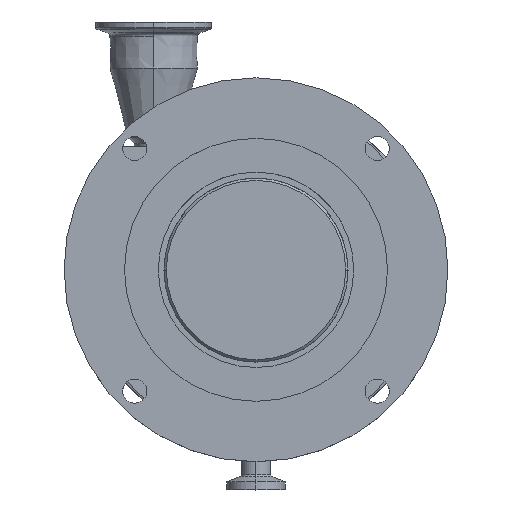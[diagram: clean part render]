
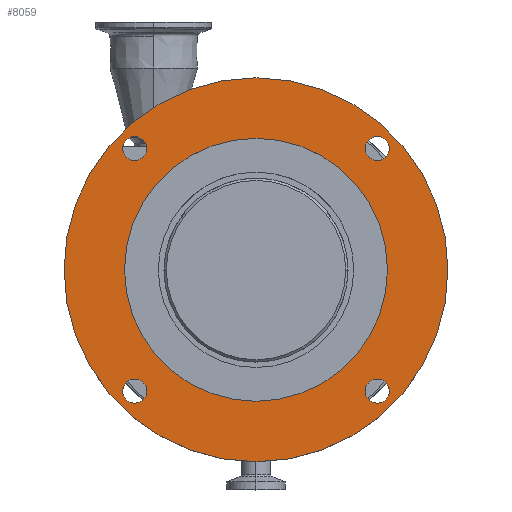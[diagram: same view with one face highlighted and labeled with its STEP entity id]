
A CAD part, top view. The second image highlights one B-rep face of the part: STEP entity #8059.
In plain terms, the highlighted planar face has unit normal (0, 0, 1).
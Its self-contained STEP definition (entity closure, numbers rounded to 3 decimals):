
#30 = CARTESIAN_POINT ( 'NONE',  ( -83.5, 0., -5.5 ) ) ;
#157 = ORIENTED_EDGE ( 'NONE', *, *, #8328, .F. ) ;
#161 = CARTESIAN_POINT ( 'NONE',  ( -52.759, 52.759, -5.5 ) ) ;
#180 = DIRECTION ( 'NONE',  ( 1., 0., 0. ) ) ;
#218 = CARTESIAN_POINT ( 'NONE',  ( 0., 0., -5.5 ) ) ;
#336 = AXIS2_PLACEMENT_3D ( 'NONE', #5121, #1765, #4426 ) ;
#397 = EDGE_CURVE ( 'NONE', #8167, #4972, #7276, .T. ) ;
#417 = DIRECTION ( 'NONE',  ( 1., 0., 0. ) ) ;
#493 = CARTESIAN_POINT ( 'NONE',  ( 47.509, -52.759, -5.5 ) ) ;
#496 = ORIENTED_EDGE ( 'NONE', *, *, #7515, .F. ) ;
#627 = CARTESIAN_POINT ( 'NONE',  ( 47.509, 52.759, -5.5 ) ) ;
#668 = AXIS2_PLACEMENT_3D ( 'NONE', #2752, #1288, #3353 ) ;
#751 = ORIENTED_EDGE ( 'NONE', *, *, #6510, .F. ) ;
#812 = CARTESIAN_POINT ( 'NONE',  ( 57.2, 0., -5.5 ) ) ;
#924 = DIRECTION ( 'NONE',  ( 0., 0., 1. ) ) ;
#1208 = DIRECTION ( 'NONE',  ( 1., 0., 0. ) ) ;
#1267 = ORIENTED_EDGE ( 'NONE', *, *, #7417, .F. ) ;
#1288 = DIRECTION ( 'NONE',  ( 0., 0., 1. ) ) ;
#1335 = DIRECTION ( 'NONE',  ( 0., 0., 1. ) ) ;
#1338 = DIRECTION ( 'NONE',  ( 0., 0., 1. ) ) ;
#1417 = DIRECTION ( 'NONE',  ( 0., 0., 1. ) ) ;
#1439 = ORIENTED_EDGE ( 'NONE', *, *, #6023, .F. ) ;
#1495 = DIRECTION ( 'NONE',  ( 0., 0., 1. ) ) ;
#1540 = CARTESIAN_POINT ( 'NONE',  ( 52.759, 52.759, -5.5 ) ) ;
#1625 = FACE_BOUND ( 'NONE', #2249, .T. ) ;
#1688 = ORIENTED_EDGE ( 'NONE', *, *, #2663, .F. ) ;
#1754 = CIRCLE ( 'NONE', #6644, 5.25 ) ;
#1765 = DIRECTION ( 'NONE',  ( 0., 0., 1. ) ) ;
#1766 = ORIENTED_EDGE ( 'NONE', *, *, #3574, .F. ) ;
#1784 = AXIS2_PLACEMENT_3D ( 'NONE', #6094, #2793, #5442 ) ;
#2049 = EDGE_LOOP ( 'NONE', ( #157, #7511 ) ) ;
#2148 = CARTESIAN_POINT ( 'NONE',  ( -57.2, 0., -5.5 ) ) ;
#2249 = EDGE_LOOP ( 'NONE', ( #1766, #1688 ) ) ;
#2307 = CIRCLE ( 'NONE', #5648, 5.25 ) ;
#2580 = DIRECTION ( 'NONE',  ( 1., 0., 0. ) ) ;
#2663 = EDGE_CURVE ( 'NONE', #3070, #8123, #6984, .T. ) ;
#2752 = CARTESIAN_POINT ( 'NONE',  ( -52.759, -52.759, -5.5 ) ) ;
#2771 = AXIS2_PLACEMENT_3D ( 'NONE', #7342, #1338, #4730 ) ;
#2775 = EDGE_CURVE ( 'NONE', #3079, #5797, #6851, .T. ) ;
#2793 = DIRECTION ( 'NONE',  ( 0., 0., 1. ) ) ;
#2818 = CARTESIAN_POINT ( 'NONE',  ( 83.5, 0., -5.5 ) ) ;
#2953 = FACE_BOUND ( 'NONE', #4317, .T. ) ;
#2959 = CIRCLE ( 'NONE', #3921, 57.2 ) ;
#3049 = CIRCLE ( 'NONE', #6800, 83.5 ) ;
#3056 = EDGE_LOOP ( 'NONE', ( #4976, #7338 ) ) ;
#3070 = VERTEX_POINT ( 'NONE', #3470 ) ;
#3079 = VERTEX_POINT ( 'NONE', #7958 ) ;
#3101 = CIRCLE ( 'NONE', #5464, 5.25 ) ;
#3105 = AXIS2_PLACEMENT_3D ( 'NONE', #1540, #1495, #6818 ) ;
#3211 = CARTESIAN_POINT ( 'NONE',  ( -58.009, -52.759, -5.5 ) ) ;
#3267 = CARTESIAN_POINT ( 'NONE',  ( 0., 0., -5.5 ) ) ;
#3353 = DIRECTION ( 'NONE',  ( 1., 0., 0. ) ) ;
#3470 = CARTESIAN_POINT ( 'NONE',  ( -58.009, 52.759, -5.5 ) ) ;
#3484 = EDGE_CURVE ( 'NONE', #8288, #5183, #6380, .T. ) ;
#3505 = CIRCLE ( 'NONE', #4316, 5.25 ) ;
#3574 = EDGE_CURVE ( 'NONE', #8123, #3070, #1754, .T. ) ;
#3804 = EDGE_CURVE ( 'NONE', #5166, #8084, #8155, .T. ) ;
#3921 = AXIS2_PLACEMENT_3D ( 'NONE', #3267, #1335, #1208 ) ;
#4002 = DIRECTION ( 'NONE',  ( 0., 0., 1. ) ) ;
#4051 = ORIENTED_EDGE ( 'NONE', *, *, #397, .F. ) ;
#4212 = CARTESIAN_POINT ( 'NONE',  ( 58.009, -52.759, -5.5 ) ) ;
#4284 = CARTESIAN_POINT ( 'NONE',  ( 0., 0., -5.5 ) ) ;
#4316 = AXIS2_PLACEMENT_3D ( 'NONE', #5491, #6389, #7065 ) ;
#4317 = EDGE_LOOP ( 'NONE', ( #1439, #4051 ) ) ;
#4426 = DIRECTION ( 'NONE',  ( 1., 0., 0. ) ) ;
#4607 = VERTEX_POINT ( 'NONE', #2148 ) ;
#4665 = EDGE_CURVE ( 'NONE', #5183, #8288, #3049, .T. ) ;
#4730 = DIRECTION ( 'NONE',  ( 1., 0., 0. ) ) ;
#4872 = DIRECTION ( 'NONE',  ( 1., 0., 0. ) ) ;
#4940 = FACE_BOUND ( 'NONE', #7959, .T. ) ;
#4951 = DIRECTION ( 'NONE',  ( 1., 0., 0. ) ) ;
#4972 = VERTEX_POINT ( 'NONE', #4212 ) ;
#4976 = ORIENTED_EDGE ( 'NONE', *, *, #3484, .T. ) ;
#4979 = CARTESIAN_POINT ( 'NONE',  ( -47.509, -52.759, -5.5 ) ) ;
#5043 = ORIENTED_EDGE ( 'NONE', *, *, #2775, .F. ) ;
#5121 = CARTESIAN_POINT ( 'NONE',  ( 52.759, -52.759, -5.5 ) ) ;
#5166 = VERTEX_POINT ( 'NONE', #3211 ) ;
#5183 = VERTEX_POINT ( 'NONE', #30 ) ;
#5227 = VERTEX_POINT ( 'NONE', #812 ) ;
#5442 = DIRECTION ( 'NONE',  ( 1., 0., 0. ) ) ;
#5464 = AXIS2_PLACEMENT_3D ( 'NONE', #6572, #4002, #2580 ) ;
#5471 = AXIS2_PLACEMENT_3D ( 'NONE', #161, #1417, #6778 ) ;
#5491 = CARTESIAN_POINT ( 'NONE',  ( 52.759, -52.759, -5.5 ) ) ;
#5588 = CARTESIAN_POINT ( 'NONE',  ( -52.759, 52.759, -5.5 ) ) ;
#5620 = FACE_BOUND ( 'NONE', #6631, .T. ) ;
#5648 = AXIS2_PLACEMENT_3D ( 'NONE', #6367, #924, #4872 ) ;
#5671 = DIRECTION ( 'NONE',  ( 0., 0., 1. ) ) ;
#5797 = VERTEX_POINT ( 'NONE', #627 ) ;
#5842 = CIRCLE ( 'NONE', #1784, 57.2 ) ;
#6023 = EDGE_CURVE ( 'NONE', #4972, #8167, #3505, .T. ) ;
#6094 = CARTESIAN_POINT ( 'NONE',  ( 0., 0., -5.5 ) ) ;
#6367 = CARTESIAN_POINT ( 'NONE',  ( -52.759, -52.759, -5.5 ) ) ;
#6380 = CIRCLE ( 'NONE', #2771, 83.5 ) ;
#6389 = DIRECTION ( 'NONE',  ( 0., 0., 1. ) ) ;
#6510 = EDGE_CURVE ( 'NONE', #4607, #5227, #5842, .T. ) ;
#6572 = CARTESIAN_POINT ( 'NONE',  ( 52.759, 52.759, -5.5 ) ) ;
#6631 = EDGE_LOOP ( 'NONE', ( #5043, #1267 ) ) ;
#6644 = AXIS2_PLACEMENT_3D ( 'NONE', #5588, #5671, #4951 ) ;
#6778 = DIRECTION ( 'NONE',  ( 1., 0., 0. ) ) ;
#6800 = AXIS2_PLACEMENT_3D ( 'NONE', #218, #7507, #180 ) ;
#6818 = DIRECTION ( 'NONE',  ( 1., 0., 0. ) ) ;
#6851 = CIRCLE ( 'NONE', #3105, 5.25 ) ;
#6949 = DIRECTION ( 'NONE',  ( 0., 0., 1. ) ) ;
#6984 = CIRCLE ( 'NONE', #5471, 5.25 ) ;
#7065 = DIRECTION ( 'NONE',  ( 1., 0., 0. ) ) ;
#7276 = CIRCLE ( 'NONE', #336, 5.25 ) ;
#7338 = ORIENTED_EDGE ( 'NONE', *, *, #4665, .T. ) ;
#7342 = CARTESIAN_POINT ( 'NONE',  ( 0., 0., -5.5 ) ) ;
#7417 = EDGE_CURVE ( 'NONE', #5797, #3079, #3101, .T. ) ;
#7507 = DIRECTION ( 'NONE',  ( 0., 0., 1. ) ) ;
#7511 = ORIENTED_EDGE ( 'NONE', *, *, #3804, .F. ) ;
#7515 = EDGE_CURVE ( 'NONE', #5227, #4607, #2959, .T. ) ;
#7528 = AXIS2_PLACEMENT_3D ( 'NONE', #4284, #6949, #417 ) ;
#7568 = CARTESIAN_POINT ( 'NONE',  ( -47.509, 52.759, -5.5 ) ) ;
#7575 = PLANE ( 'NONE',  #7528 ) ;
#7620 = FACE_BOUND ( 'NONE', #2049, .T. ) ;
#7958 = CARTESIAN_POINT ( 'NONE',  ( 58.009, 52.759, -5.5 ) ) ;
#7959 = EDGE_LOOP ( 'NONE', ( #496, #751 ) ) ;
#8059 = ADVANCED_FACE ( 'NONE', ( #1625, #7620, #2953, #5620, #8241, #4940 ), #7575, .T. ) ;
#8084 = VERTEX_POINT ( 'NONE', #4979 ) ;
#8123 = VERTEX_POINT ( 'NONE', #7568 ) ;
#8155 = CIRCLE ( 'NONE', #668, 5.25 ) ;
#8167 = VERTEX_POINT ( 'NONE', #493 ) ;
#8241 = FACE_OUTER_BOUND ( 'NONE', #3056, .T. ) ;
#8288 = VERTEX_POINT ( 'NONE', #2818 ) ;
#8328 = EDGE_CURVE ( 'NONE', #8084, #5166, #2307, .T. ) ;
